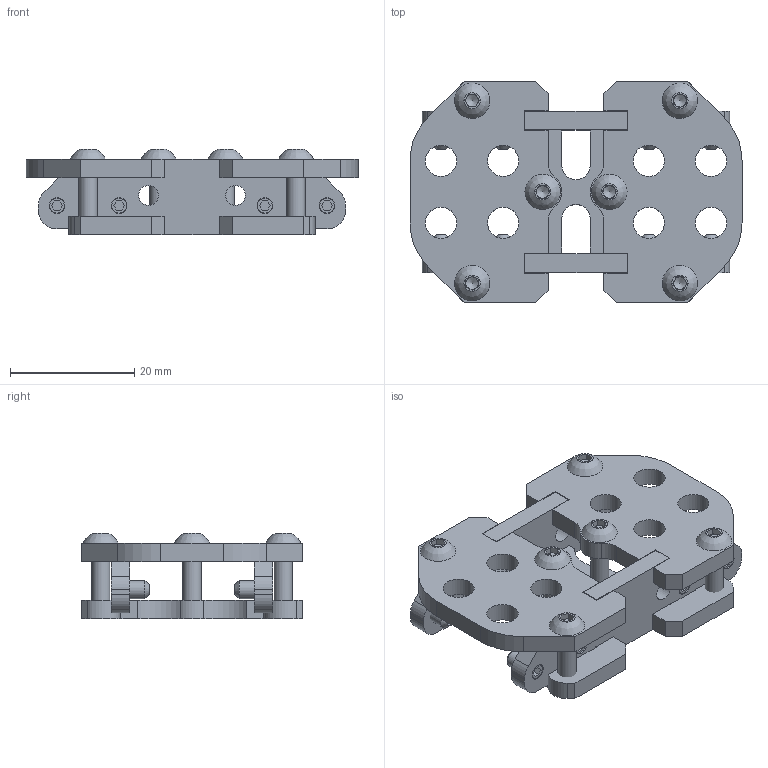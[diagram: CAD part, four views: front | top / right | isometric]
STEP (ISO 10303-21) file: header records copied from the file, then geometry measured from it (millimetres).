
FILE_DESCRIPTION(/* description */ ('','CAx-IF Rec.Pracs.---Representation and Presentation of Product Manufacturing Information (PMI)---4.0---2014-10-13'),/* implementation_level */ '2;1');
FILE_NAME(/* name */ 'Heatsink Holder (from v138).step',/* time_stamp */ '2025-01-22T09:18:20Z',/* author */ (''),/* organization */ (''),/* preprocessor_version */ 'ST-DEVELOPER v20',/* originating_system */ 'Autodesk Translation Framework v13.20.0.188',/* authorisation */ '');
FILE_SCHEMA (('AP242_MANAGED_MODEL_BASED_3D_ENGINEERING_MIM_LF { 1 0 10303 442 1 1 4 }'));
Length unit declared in the file: millimetre
Products named in the file (10): Heatsink Holder; Holder Top; Holder Bottom; Holder FrontBack; Holder FrontBack_1; M3 Steel Grub; WUERTH 02543  3 headless screw DIN 915 M3x3 45H BLK; Holder Top_1; M3X12 Button Head; _07174-1503X12
Assembly tree (21 placements, depth 4):
  Heatsink Holder
    Holder Top
      M3X12 Button Head  x3
        _07174-1503X12
    Holder Bottom
    Holder FrontBack
      M3 Steel Grub  x4
        WUERTH 02543  3 headless screw DIN 915 M3x3 45H BLK
    Holder FrontBack_1
      M3 Steel Grub  x4
        WUERTH 02543  3 headless screw DIN 915 M3x3 45H BLK
    Holder Top_1
      M3X12 Button Head  x3
        _07174-1503X12
Bounding box: 53.5 x 35.6 x 13.8 mm (x, y, z)
Volume: 8345.2 mm3; surface area: 9867.5 mm2
Topology: 19 solids, 19 shells, 400 faces, 1018 edges, 662 vertices
Faces by surface type: plane 282, cylinder 76, cone 36, bspline 6
Full cylindrical faces by diameter (mm): 2.529 x14, 2.927 x14, 3.2 x10, 5.035 x8
Entity records: 7560 total; most frequent: CARTESIAN_POINT 1291, DIRECTION 1255, ORIENTED_EDGE 1216, EDGE_CURVE 608, LINE 465, VECTOR 465, VERTEX_POINT 404, AXIS2_PLACEMENT_3D 395
